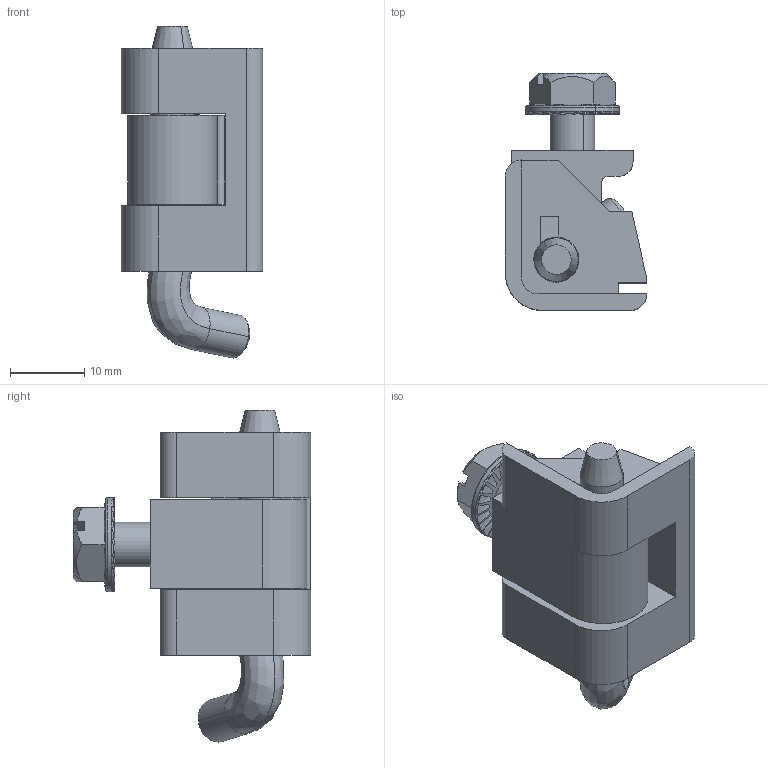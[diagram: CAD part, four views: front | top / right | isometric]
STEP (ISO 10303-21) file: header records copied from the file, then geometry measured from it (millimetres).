
FILE_DESCRIPTION (( 'STEP AP203' ), '1' );
FILE_NAME ('MG07.1.5.22.12.STEP', '2020-10-12T07:48:21', ( '' ), ( '' ), 'SwSTEP 2.0', 'SolidWorks 2015', '' );
FILE_SCHEMA (( 'CONFIG_CONTROL_DESIGN' ));
Length unit declared in the file: millimetre
Products named in the file (1): MG07.1.5.22.12
Bounding box: 19.09 x 32.02 x 44.81 mm (x, y, z)
Surface area: 5837.2 mm2 (no closed solid volume)
Topology: 0 solids, 24 shells, 187 faces, 497 edges, 333 vertices
Faces by surface type: plane 117, bspline 27, cylinder 25, cone 11, torus 7
Entity records: 6159 total; most frequent: CARTESIAN_POINT 1682, ORIENTED_EDGE 870, DIRECTION 826, EDGE_CURVE 497, VECTOR 346, LINE 346, VERTEX_POINT 333, AXIS2_PLACEMENT_3D 240
